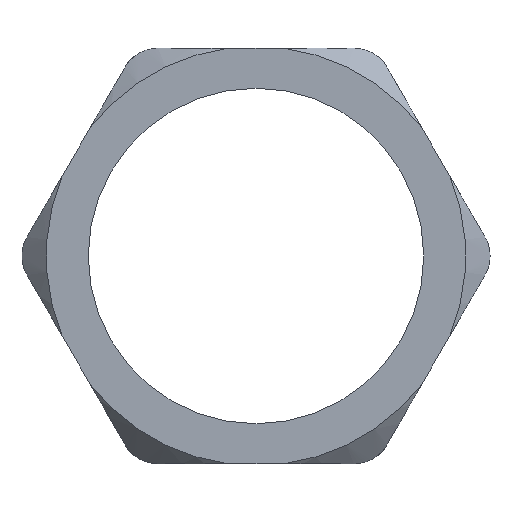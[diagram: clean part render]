
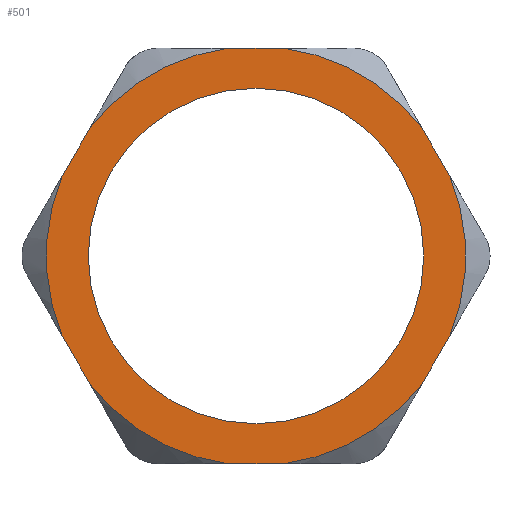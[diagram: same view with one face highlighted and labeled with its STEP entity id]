
A CAD part, front view. The second image highlights one B-rep face of the part: STEP entity #501.
In plain terms, the highlighted planar face has unit normal (0, -1, 0).
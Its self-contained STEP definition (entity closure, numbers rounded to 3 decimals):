
#23=FACE_BOUND('',#137,.T.);
#31=LINE('',#996,#56);
#34=LINE('',#1000,#59);
#37=LINE('',#1004,#62);
#40=LINE('',#1008,#65);
#43=LINE('',#1012,#68);
#47=LINE('',#1018,#72);
#56=VECTOR('',#626,10.);
#59=VECTOR('',#631,10.);
#62=VECTOR('',#636,10.);
#65=VECTOR('',#641,10.);
#68=VECTOR('',#646,10.);
#72=VECTOR('',#654,10.);
#81=PLANE('',#562);
#108=FACE_OUTER_BOUND('',#136,.T.);
#136=EDGE_LOOP('',(#450,#451,#452,#453,#454,#455,#456,#457,#458,#459,#460,
#461));
#137=EDGE_LOOP('',(#462));
#155=CIRCLE('',#533,5.5);
#156=CIRCLE('',#535,5.5);
#157=CIRCLE('',#537,5.5);
#158=CIRCLE('',#539,5.5);
#159=CIRCLE('',#541,5.5);
#160=CIRCLE('',#543,5.5);
#163=CIRCLE('',#561,4.4);
#208=VERTEX_POINT('',#804);
#210=VERTEX_POINT('',#809);
#212=VERTEX_POINT('',#830);
#214=VERTEX_POINT('',#835);
#216=VERTEX_POINT('',#856);
#218=VERTEX_POINT('',#861);
#220=VERTEX_POINT('',#882);
#222=VERTEX_POINT('',#887);
#224=VERTEX_POINT('',#908);
#226=VERTEX_POINT('',#913);
#228=VERTEX_POINT('',#934);
#230=VERTEX_POINT('',#939);
#237=VERTEX_POINT('',#1025);
#259=EDGE_CURVE('',#210,#208,#155,.T.);
#263=EDGE_CURVE('',#214,#212,#156,.T.);
#267=EDGE_CURVE('',#218,#216,#157,.T.);
#271=EDGE_CURVE('',#222,#220,#158,.T.);
#275=EDGE_CURVE('',#226,#224,#159,.T.);
#279=EDGE_CURVE('',#230,#228,#160,.T.);
#294=EDGE_CURVE('',#226,#228,#31,.T.);
#297=EDGE_CURVE('',#222,#224,#34,.T.);
#300=EDGE_CURVE('',#218,#220,#37,.T.);
#303=EDGE_CURVE('',#214,#216,#40,.T.);
#306=EDGE_CURVE('',#210,#212,#43,.T.);
#310=EDGE_CURVE('',#230,#208,#47,.T.);
#312=EDGE_CURVE('',#237,#237,#163,.T.);
#450=ORIENTED_EDGE('',*,*,#279,.T.);
#451=ORIENTED_EDGE('',*,*,#294,.F.);
#452=ORIENTED_EDGE('',*,*,#275,.T.);
#453=ORIENTED_EDGE('',*,*,#297,.F.);
#454=ORIENTED_EDGE('',*,*,#271,.T.);
#455=ORIENTED_EDGE('',*,*,#300,.F.);
#456=ORIENTED_EDGE('',*,*,#267,.T.);
#457=ORIENTED_EDGE('',*,*,#303,.F.);
#458=ORIENTED_EDGE('',*,*,#263,.T.);
#459=ORIENTED_EDGE('',*,*,#306,.F.);
#460=ORIENTED_EDGE('',*,*,#259,.T.);
#461=ORIENTED_EDGE('',*,*,#310,.F.);
#462=ORIENTED_EDGE('',*,*,#312,.F.);
#501=ADVANCED_FACE('',(#108,#23),#81,.F.);
#533=AXIS2_PLACEMENT_3D('',#810,#587,#588);
#535=AXIS2_PLACEMENT_3D('',#836,#591,#592);
#537=AXIS2_PLACEMENT_3D('',#862,#595,#596);
#539=AXIS2_PLACEMENT_3D('',#888,#599,#600);
#541=AXIS2_PLACEMENT_3D('',#914,#603,#604);
#543=AXIS2_PLACEMENT_3D('',#940,#607,#608);
#561=AXIS2_PLACEMENT_3D('',#1027,#668,#669);
#562=AXIS2_PLACEMENT_3D('',#1028,#670,#671);
#587=DIRECTION('center_axis',(0.,-1.,0.));
#588=DIRECTION('ref_axis',(0.,0.,1.));
#591=DIRECTION('center_axis',(0.,-1.,0.));
#592=DIRECTION('ref_axis',(0.,0.,1.));
#595=DIRECTION('center_axis',(0.,-1.,0.));
#596=DIRECTION('ref_axis',(0.,0.,1.));
#599=DIRECTION('center_axis',(0.,-1.,0.));
#600=DIRECTION('ref_axis',(0.,0.,1.));
#603=DIRECTION('center_axis',(0.,-1.,0.));
#604=DIRECTION('ref_axis',(0.,0.,1.));
#607=DIRECTION('center_axis',(0.,-1.,0.));
#608=DIRECTION('ref_axis',(0.,0.,1.));
#626=DIRECTION('',(-1.,0.,0.));
#631=DIRECTION('',(-0.5,0.,-0.866));
#636=DIRECTION('',(0.5,0.,-0.866));
#641=DIRECTION('',(1.,0.,0.));
#646=DIRECTION('',(0.5,0.,0.866));
#654=DIRECTION('',(-0.5,0.,0.866));
#668=DIRECTION('center_axis',(0.,-1.,0.));
#669=DIRECTION('ref_axis',(1.,0.,0.));
#670=DIRECTION('center_axis',(0.,1.,0.));
#671=DIRECTION('ref_axis',(0.,0.,1.));
#804=CARTESIAN_POINT('',(-5.09,0.,-2.084));
#809=CARTESIAN_POINT('',(-5.09,0.,2.084));
#810=CARTESIAN_POINT('Origin',(0.,0.,0.));
#830=CARTESIAN_POINT('',(-4.35,0.,3.366));
#835=CARTESIAN_POINT('',(-0.74,0.,5.45));
#836=CARTESIAN_POINT('Origin',(0.,0.,0.));
#856=CARTESIAN_POINT('',(0.74,0.,5.45));
#861=CARTESIAN_POINT('',(4.35,0.,3.366));
#862=CARTESIAN_POINT('Origin',(0.,0.,0.));
#882=CARTESIAN_POINT('',(5.09,0.,2.084));
#887=CARTESIAN_POINT('',(5.09,0.,-2.084));
#888=CARTESIAN_POINT('Origin',(0.,0.,0.));
#908=CARTESIAN_POINT('',(4.35,0.,-3.366));
#913=CARTESIAN_POINT('',(0.74,0.,-5.45));
#914=CARTESIAN_POINT('Origin',(0.,0.,0.));
#934=CARTESIAN_POINT('',(-0.74,0.,-5.45));
#939=CARTESIAN_POINT('',(-4.35,0.,-3.366));
#940=CARTESIAN_POINT('Origin',(0.,0.,0.));
#996=CARTESIAN_POINT('',(3.147,0.,-5.45));
#1000=CARTESIAN_POINT('',(6.293,0.,0.));
#1004=CARTESIAN_POINT('',(3.147,0.,5.45));
#1008=CARTESIAN_POINT('',(-3.147,0.,5.45));
#1012=CARTESIAN_POINT('',(-6.293,0.,0.));
#1018=CARTESIAN_POINT('',(-3.147,0.,-5.45));
#1025=CARTESIAN_POINT('',(-4.4,0.,0.));
#1027=CARTESIAN_POINT('Origin',(0.,0.,0.));
#1028=CARTESIAN_POINT('Origin',(0.,0.,0.));
